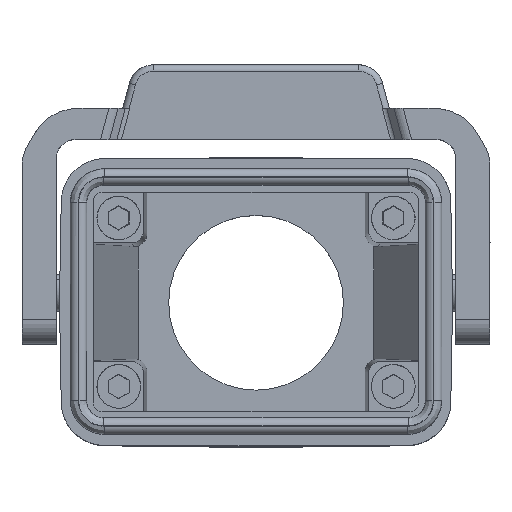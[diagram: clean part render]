
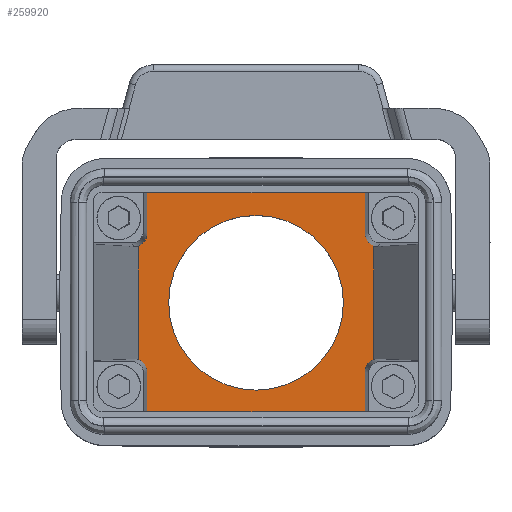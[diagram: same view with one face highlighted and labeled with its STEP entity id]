
A CAD part, top view. The second image highlights one B-rep face of the part: STEP entity #259920.
In plain terms, the highlighted face is planar.
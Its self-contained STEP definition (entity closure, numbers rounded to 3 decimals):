
#5450=CARTESIAN_POINT('',(-46.114,-90.612,
-60.874));
#5460=VERTEX_POINT('',#5450);
#5490=CARTESIAN_POINT('',(-46.769,-90.612,
-58.984));
#5500=DIRECTION('',(0.,-1.,0.));
#5510=DIRECTION('',(0.707,0.,
-0.707));
#5520=AXIS2_PLACEMENT_3D('',#5490,#5500,#5510);
#5530=ELLIPSE('',#5520,2.,2.);
#5540=CARTESIAN_POINT('',(-44.769,-90.612,
-58.984));
#5550=VERTEX_POINT('',#5540);
#5560=EDGE_CURVE('',#5460,#5550,#5530,.T.);
#77120=CARTESIAN_POINT('',(-9.738,-90.612,
-87.596));
#77130=VERTEX_POINT('',#77120);
#77210=CARTESIAN_POINT('',(-9.738,-90.612,
-81.016));
#77220=VERTEX_POINT('',#77210);
#77250=CARTESIAN_POINT('',(-9.738,-90.612,0.));
#77260=DIRECTION('',(0.,0.,-1.));
#77270=VECTOR('',#77260,1.);
#77280=LINE('',#77250,#77270);
#77290=EDGE_CURVE('',#77220,#77130,#77280,.T.);
#77820=CARTESIAN_POINT('',(-8.393,-90.612,
-79.126));
#77830=VERTEX_POINT('',#77820);
#78010=CARTESIAN_POINT('',(-8.393,-90.612,
-60.874));
#78020=VERTEX_POINT('',#78010);
#78050=CARTESIAN_POINT('',(-8.393,-90.612,0.));
#78060=DIRECTION('',(0.,0.,-1.));
#78070=VECTOR('',#78060,1.);
#78080=LINE('',#78050,#78070);
#78090=EDGE_CURVE('',#78020,#77830,#78080,.T.);
#108130=CARTESIAN_POINT('',(-46.114,-90.612,
-79.126));
#108140=VERTEX_POINT('',#108130);
#108170=CARTESIAN_POINT('',(-46.114,-90.612,0.));
#108180=DIRECTION('',(0.,0.,-1.));
#108190=VECTOR('',#108180,1.);
#108200=LINE('',#108170,#108190);
#108210=EDGE_CURVE('',#5460,#108140,#108200,.T.);
#108420=CARTESIAN_POINT('',(-44.769,-90.612,
-81.016));
#108430=VERTEX_POINT('',#108420);
#108510=CARTESIAN_POINT('',(-44.769,-90.612,
-87.596));
#108520=VERTEX_POINT('',#108510);
#108550=CARTESIAN_POINT('',(-44.769,-90.612,0.));
#108560=DIRECTION('',(0.,0.,1.));
#108570=VECTOR('',#108560,1.);
#108580=LINE('',#108550,#108570);
#108590=EDGE_CURVE('',#108520,#108430,#108580,.T.);
#124670=CARTESIAN_POINT('',(-46.769,-90.612,
-81.016));
#124680=DIRECTION('',(0.,-1.,0.));
#124690=DIRECTION('',(-0.707,0.,
-0.707));
#124700=AXIS2_PLACEMENT_3D('',#124670,#124680,#124690);
#124710=ELLIPSE('',#124700,2.,2.);
#124720=EDGE_CURVE('',#108430,#108140,#124710,.T.);
#136820=CARTESIAN_POINT('',(-13.253,-90.612,
-70.));
#136830=VERTEX_POINT('',#136820);
#137010=CARTESIAN_POINT('',(-41.253,-90.612,
-70.));
#137020=VERTEX_POINT('',#137010);
#137050=CARTESIAN_POINT('',(-27.253,-90.612,
-70.));
#137060=DIRECTION('',(0.,-1.,0.));
#137070=DIRECTION('',(1.,0.,0.));
#137080=AXIS2_PLACEMENT_3D('',#137050,#137060,#137070);
#137090=CIRCLE('',#137080,14.);
#137100=EDGE_CURVE('',#137020,#136830,#137090,.T.);
#148510=CARTESIAN_POINT('',(-7.738,-90.612,
-81.016));
#148520=DIRECTION('',(0.,-1.,0.));
#148530=DIRECTION('',(-0.707,0.,
0.707));
#148540=AXIS2_PLACEMENT_3D('',#148510,#148520,#148530);
#148550=ELLIPSE('',#148540,2.,2.);
#148560=EDGE_CURVE('',#77830,#77220,#148550,.T.);
#256580=EDGE_CURVE('',#136830,#137020,#137090,.T.);
#259030=CARTESIAN_POINT('',(-44.769,-90.612,
-52.404));
#259040=VERTEX_POINT('',#259030);
#259090=CARTESIAN_POINT('',(-44.769,-90.612,0.));
#259100=DIRECTION('',(0.,0.,1.));
#259110=VECTOR('',#259100,1.);
#259120=LINE('',#259090,#259110);
#259130=EDGE_CURVE('',#5550,#259040,#259120,.T.);
#259440=CARTESIAN_POINT('',(-27.253,-90.612,-70.));
#259450=DIRECTION('',(0.,-1.,0.));
#259460=DIRECTION('',(-1.,0.,0.));
#259470=AXIS2_PLACEMENT_3D('',#259440,#259450,#259460);
#259480=PLANE('',#259470);
#259490=ORIENTED_EDGE('',*,*,#256580,.T.);
#259500=ORIENTED_EDGE('',*,*,#137100,.T.);
#259510=EDGE_LOOP('',(#259500,#259490));
#259520=FACE_BOUND('',#259510,.T.);
#259530=ORIENTED_EDGE('',*,*,#124720,.T.);
#259540=ORIENTED_EDGE('',*,*,#108590,.T.);
#259550=CARTESIAN_POINT('',(0.,-90.612,-87.596));
#259560=DIRECTION('',(1.,0.,0.));
#259570=VECTOR('',#259560,1.);
#259580=LINE('',#259550,#259570);
#259590=EDGE_CURVE('',#108520,#77130,#259580,.T.);
#259600=ORIENTED_EDGE('',*,*,#259590,.F.);
#259610=ORIENTED_EDGE('',*,*,#77290,.T.);
#259620=ORIENTED_EDGE('',*,*,#148560,.T.);
#259630=ORIENTED_EDGE('',*,*,#78090,.T.);
#259640=CARTESIAN_POINT('',(-7.738,-90.612,
-58.984));
#259650=DIRECTION('',(0.,-1.,0.));
#259660=DIRECTION('',(-0.707,0.,
-0.707));
#259670=AXIS2_PLACEMENT_3D('',#259640,#259650,#259660);
#259680=ELLIPSE('',#259670,2.,2.);
#259690=CARTESIAN_POINT('',(-9.738,-90.612,
-58.984));
#259700=VERTEX_POINT('',#259690);
#259710=EDGE_CURVE('',#259700,#78020,#259680,.T.);
#259720=ORIENTED_EDGE('',*,*,#259710,.T.);
#259730=CARTESIAN_POINT('',(-9.738,-90.612,0.));
#259740=DIRECTION('',(0.,0.,-1.));
#259750=VECTOR('',#259740,1.);
#259760=LINE('',#259730,#259750);
#259770=CARTESIAN_POINT('',(-9.738,-90.612,
-52.404));
#259780=VERTEX_POINT('',#259770);
#259790=EDGE_CURVE('',#259780,#259700,#259760,.T.);
#259800=ORIENTED_EDGE('',*,*,#259790,.T.);
#259810=CARTESIAN_POINT('',(0.,-90.612,-52.404));
#259820=DIRECTION('',(-1.,0.,0.));
#259830=VECTOR('',#259820,1.);
#259840=LINE('',#259810,#259830);
#259850=EDGE_CURVE('',#259780,#259040,#259840,.T.);
#259860=ORIENTED_EDGE('',*,*,#259850,.F.);
#259870=ORIENTED_EDGE('',*,*,#259130,.T.);
#259880=ORIENTED_EDGE('',*,*,#5560,.T.);
#259890=ORIENTED_EDGE('',*,*,#108210,.F.);
#259900=EDGE_LOOP('',(#259890,#259880,#259870,#259860,#259800,#259720,
#259630,#259620,#259610,#259600,#259540,#259530));
#259910=FACE_OUTER_BOUND('',#259900,.T.);
#259920=ADVANCED_FACE('',(#259520,#259910),#259480,.F.);
